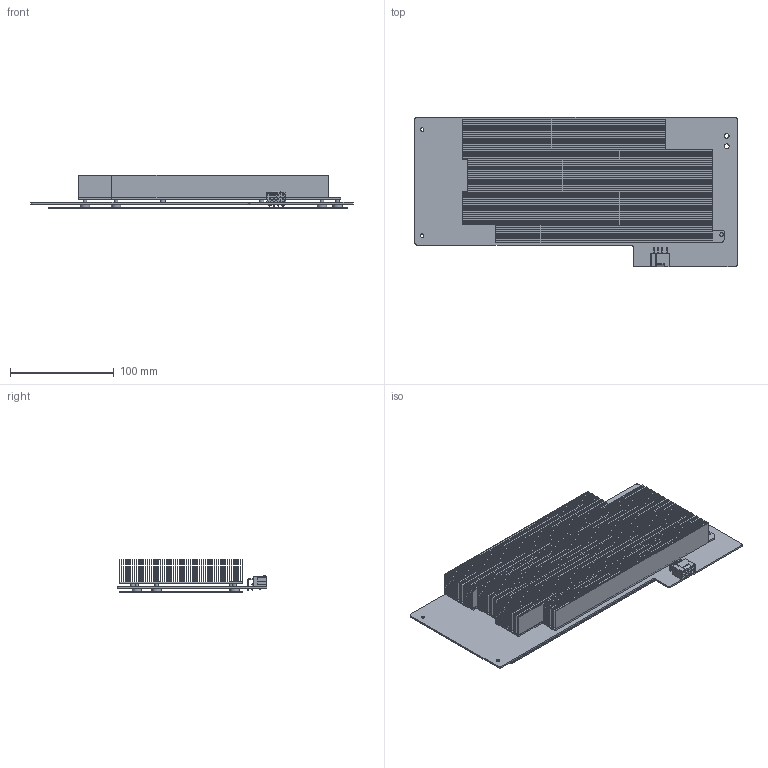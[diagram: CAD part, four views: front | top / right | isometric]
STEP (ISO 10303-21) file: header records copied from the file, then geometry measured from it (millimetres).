
FILE_DESCRIPTION(/* description */ ('','CAx-IF Rec.Pracs.---Representation and Presentation of Product Manufacturing Information (PMI)---4.0---2014-10-13'),/* implementation_level */ '2;1');
FILE_NAME(/* name */ 'bc-250-body.step',/* time_stamp */ '2025-02-08T15:07:52+02:00',/* author */ (''),/* organization */ (''),/* preprocessor_version */ 'ST-DEVELOPER v20',/* originating_system */ 'Autodesk Translation Framework v13.20.0.188',/* authorisation */ '');
FILE_SCHEMA (('AP242_MANAGED_MODEL_BASED_3D_ENGINEERING_MIM_LF { 1 0 10303 442 1 1 4 }'));
Length unit declared in the file: millimetre
Products named in the file (2): BC-250-Fan-Sleeve; 455860005
Assembly tree (1 placements, depth 2):
  BC-250-Fan-Sleeve
    455860005
Bounding box: 310 x 144 x 31.9 mm (x, y, z)
Volume: 239508.1 mm3; surface area: 886208.1 mm2
Topology: 21 solids, 21 shells, 927 faces, 2549 edges, 1674 vertices
Faces by surface type: plane 841, cylinder 82, cone 4
Full cylindrical faces by diameter (mm): 3.4 x11, 4.5 x10, 7 x4, 9 x4, 10 x4
Entity records: 29303 total; most frequent: CARTESIAN_POINT 5161, ORIENTED_EDGE 5098, DIRECTION 4579, EDGE_CURVE 2549, LINE 2371, VECTOR 2371, VERTEX_POINT 1674, EDGE_LOOP 1111
